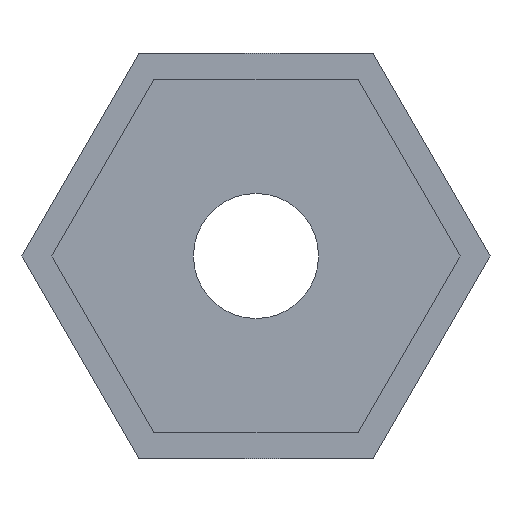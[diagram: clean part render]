
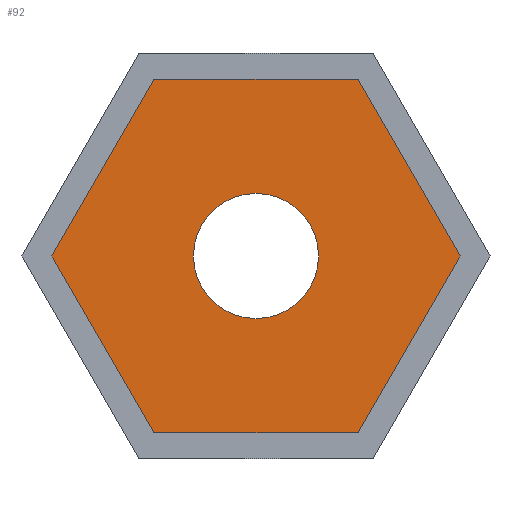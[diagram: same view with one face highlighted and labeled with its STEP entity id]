
A CAD part, front view. The second image highlights one B-rep face of the part: STEP entity #92.
In plain terms, the highlighted planar face has unit normal (0, -1, 0).
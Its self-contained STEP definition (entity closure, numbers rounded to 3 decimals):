
#52=FACE_BOUND('',#146,.T.);
#53=FACE_BOUND('',#147,.T.);
#73=PLANE('',#530);
#92=ADVANCED_FACE('',(#52,#53),#73,.T.);
#146=EDGE_LOOP('',(#321,#322,#323,#324,#325,#326));
#147=EDGE_LOOP('',(#327));
#185=LINE('',#760,#229);
#187=LINE('',#764,#231);
#189=LINE('',#768,#233);
#191=LINE('',#772,#235);
#193=LINE('',#776,#237);
#195=LINE('',#780,#239);
#229=VECTOR('',#612,1.);
#231=VECTOR('',#616,1.);
#233=VECTOR('',#620,1.);
#235=VECTOR('',#624,1.);
#237=VECTOR('',#628,1.);
#239=VECTOR('',#632,1.);
#321=ORIENTED_EDGE('',*,*,#462,.T.);
#322=ORIENTED_EDGE('',*,*,#460,.T.);
#323=ORIENTED_EDGE('',*,*,#458,.T.);
#324=ORIENTED_EDGE('',*,*,#456,.T.);
#325=ORIENTED_EDGE('',*,*,#454,.T.);
#326=ORIENTED_EDGE('',*,*,#452,.T.);
#327=ORIENTED_EDGE('',*,*,#463,.T.);
#399=VERTEX_POINT('',#759);
#400=VERTEX_POINT('',#761);
#401=VERTEX_POINT('',#765);
#402=VERTEX_POINT('',#769);
#403=VERTEX_POINT('',#773);
#404=VERTEX_POINT('',#777);
#405=VERTEX_POINT('',#783);
#452=EDGE_CURVE('',#400,#399,#185,.T.);
#454=EDGE_CURVE('',#401,#400,#187,.T.);
#456=EDGE_CURVE('',#402,#401,#189,.T.);
#458=EDGE_CURVE('',#403,#402,#191,.T.);
#460=EDGE_CURVE('',#404,#403,#193,.T.);
#462=EDGE_CURVE('',#399,#404,#195,.T.);
#463=EDGE_CURVE('',#405,#405,#491,.T.);
#491=CIRCLE('',#529,180.34);
#529=AXIS2_PLACEMENT_3D('',#782,#635,#636);
#530=AXIS2_PLACEMENT_3D('',#784,#637,#638);
#612=DIRECTION('',(-1.,0.,0.));
#616=DIRECTION('',(-0.5,0.,0.866));
#620=DIRECTION('',(0.5,0.,0.866));
#624=DIRECTION('',(1.,0.,0.));
#628=DIRECTION('',(0.5,0.,-0.866));
#632=DIRECTION('',(-0.5,0.,-0.866));
#635=DIRECTION('',(0.,1.,0.));
#636=DIRECTION('',(-1.,0.,0.));
#637=DIRECTION('',(0.,-1.,0.));
#638=DIRECTION('',(1.,0.,0.));
#759=CARTESIAN_POINT('',(-294.229,-4199.403,509.619));
#760=CARTESIAN_POINT('',(0.,-4199.403,509.619));
#761=CARTESIAN_POINT('',(294.229,-4199.403,509.619));
#764=CARTESIAN_POINT('',(441.343,-4199.403,254.81));
#765=CARTESIAN_POINT('',(588.458,-4199.403,0.));
#768=CARTESIAN_POINT('',(441.343,-4199.403,-254.81));
#769=CARTESIAN_POINT('',(294.229,-4199.403,-509.619));
#772=CARTESIAN_POINT('',(0.,-4199.403,-509.619));
#773=CARTESIAN_POINT('',(-294.229,-4199.403,-509.619));
#776=CARTESIAN_POINT('',(-441.343,-4199.403,-254.81));
#777=CARTESIAN_POINT('',(-588.458,-4199.403,0.));
#780=CARTESIAN_POINT('',(-441.343,-4199.403,254.81));
#782=CARTESIAN_POINT('',(0.,-4199.403,0.));
#783=CARTESIAN_POINT('',(-180.34,-4199.403,0.));
#784=CARTESIAN_POINT('',(-588.458,-4199.403,-509.619));
